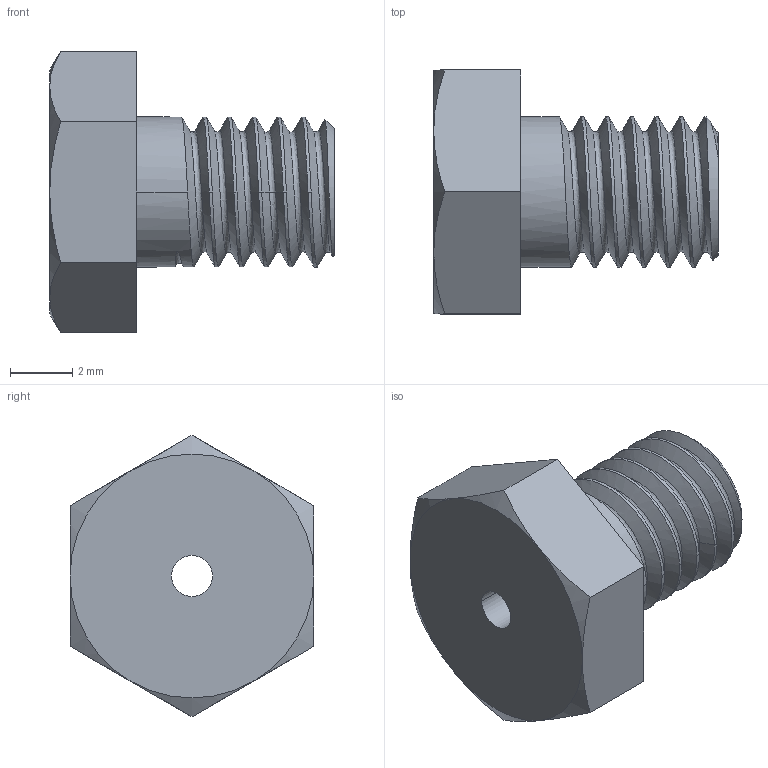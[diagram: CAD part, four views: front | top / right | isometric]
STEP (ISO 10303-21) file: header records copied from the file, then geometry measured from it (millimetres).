
FILE_DESCRIPTION((''),'2;1');
FILE_NAME('001_HEX_HEAD_SCREWS_INCH_ASM','2023-11-08T',('SYSTEM'),(''),'PRO/ENGINEER BY PARAMETRIC TECHNOLOGY CORPORATION, 2016360','PRO/ENGINEER BY PARAMETRIC TECHNOLOGY CORPORATION, 2016360','');
FILE_SCHEMA(('AUTOMOTIVE_DESIGN { 1 0 10303 214 1 1 1 1 }'));
Length unit declared in the file: inch
Products named in the file (2): H-F190_AF0; 001_HEX_HEAD_SCREWS_INCH_ASM
Assembly tree (1 placements, depth 2):
  001_HEX_HEAD_SCREWS_INCH_ASM
    H-F190_AF0
Bounding box: 9.14 x 7.84 x 9.05 mm (x, y, z)
Volume: 234.2 mm3; surface area: 342.7 mm2
Topology: 1 solids, 1 shells, 39 faces, 94 edges, 58 vertices
Faces by surface type: cylinder 14, plane 9, cone 8, bspline 8
Entity records: 3980 total; most frequent: CARTESIAN_POINT 2963, ORIENTED_EDGE 188, DIRECTION 128, COLOUR_RGB 110, EDGE_CURVE 94, VERTEX_POINT 58, AXIS2_PLACEMENT_3D 49, B_SPLINE_CURVE_WITH_KNOTS 49
